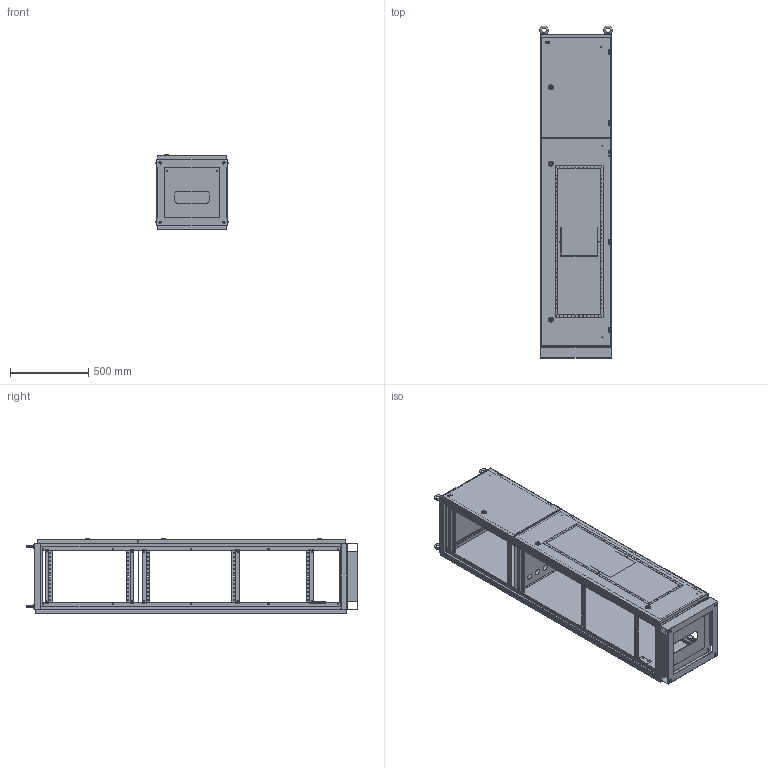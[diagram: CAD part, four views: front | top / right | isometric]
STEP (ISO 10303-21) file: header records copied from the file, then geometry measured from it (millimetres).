
FILE_DESCRIPTION (( 'STEP AP214' ), '1' );
FILE_NAME ('YKM2-C3-2044-31 Øêàô íàïîëüíûé öåëüíîñâàðíîé ÂÐÓ-2 20.45.45 IP31 TITAN.STEP', '2016-09-22T07:44:03', ( 'user' ), ( '' ), 'SwSTEP 2.0', 'SolidWorks 2014', '' );
FILE_SCHEMA (( 'AUTOMOTIVE_DESIGN' ));
Length unit declared in the file: millimetre
Products named in the file (6): YKM2-C3-2044-31 Øêàô íàïîëüíûé öåëüíîñâàðíîé ÂÐÓ-2 20.45.45 IP31 TITAN; Îáîëî÷êà ÂÐÓ-2 2000õ450õ450 IP31; Äâåðü äëÿ ÂÐÓ-2 2000õ450 IP31; Äâåðü ó÷¸òíîãî îòñåêà 450 IP31; Ñòåíêà çàäíÿÿ äëÿ ÂÐÓ-õ 2000õ450 IP31; Öîêîëü äëÿ ÂÐÓ 450õ450
Assembly tree (5 placements, depth 2):
  YKM2-C3-2044-31 Øêàô íàïîëüíûé öåëüíîñâàðíîé ÂÐÓ-2 20.45.45 IP31 TITAN
    Îáîëî÷êà ÂÐÓ-2 2000õ450õ450 IP31
    Äâåðü äëÿ ÂÐÓ-2 2000õ450 IP31
    Äâåðü ó÷¸òíîãî îòñåêà 450 IP31
    Ñòåíêà çàäíÿÿ äëÿ ÂÐÓ-õ 2000õ450 IP31
    Öîêîëü äëÿ ÂÐÓ 450õ450
Bounding box: 464 x 2126 x 477.5 mm (x, y, z)
Volume: 7020129.7 mm3; surface area: 8459641.6 mm2
Topology: 27 solids, 27 shells, 2541 faces, 6734 edges, 4390 vertices
Faces by surface type: plane 1691, cylinder 654, cone 142, bspline 24, torus 22, sphere 8
Entity records: 81484 total; most frequent: CARTESIAN_POINT 15725, ORIENTED_EDGE 13468, DIRECTION 12936, EDGE_CURVE 6734, LINE 4870, VECTOR 4870, VERTEX_POINT 4390, AXIS2_PLACEMENT_3D 4033
